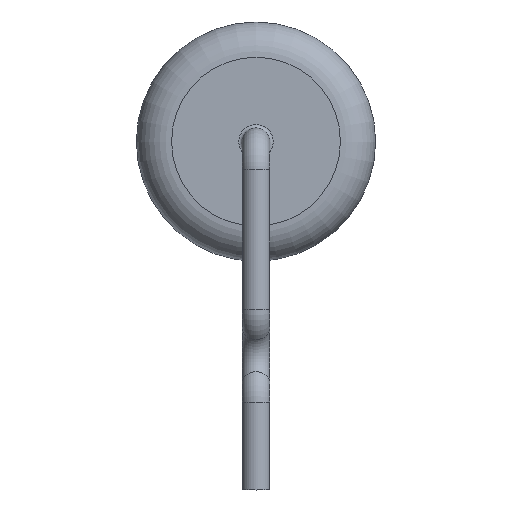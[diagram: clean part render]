
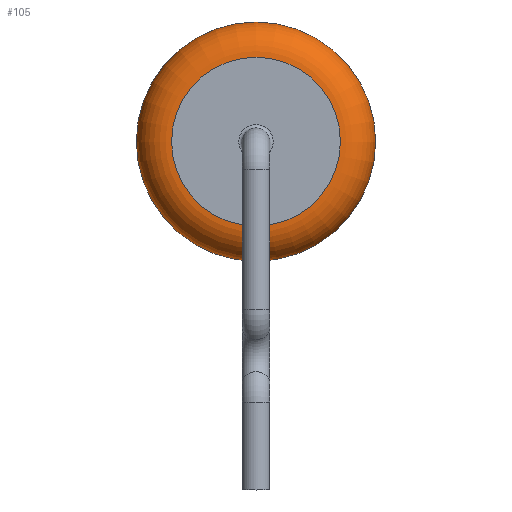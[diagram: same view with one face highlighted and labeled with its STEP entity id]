
A CAD part, left-side view. The second image highlights one B-rep face of the part: STEP entity #105.
In plain terms, the highlighted toroidal (fillet/blend) face has major radius 2.4 mm and minor radius 1 mm.
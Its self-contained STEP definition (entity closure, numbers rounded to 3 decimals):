
#105=ADVANCED_FACE('',(#483,#485),#487,.T.);
#483=FACE_OUTER_BOUND('',#484,.T.);
#484=EDGE_LOOP('',(#828));
#485=FACE_OUTER_BOUND('',#486,.T.);
#486=EDGE_LOOP('',(#829));
#487=TOROIDAL_SURFACE('',#488,2.4,1.);
#488=AXIS2_PLACEMENT_3D('',#489,#490,#491);
#489=CARTESIAN_POINT('',(3.43,0.,7.4));
#490=DIRECTION('',(1.,0.,0.));
#491=DIRECTION('',(0.,0.,-1.));
#828=ORIENTED_EDGE('',*,*,#902,.F.);
#829=ORIENTED_EDGE('',*,*,#904,.T.);
#902=EDGE_CURVE('',#943,#943,#944,.T.);
#904=EDGE_CURVE('',#947,#947,#948,.T.);
#943=VERTEX_POINT('',#1027);
#944=CIRCLE('',#1028,3.4);
#947=VERTEX_POINT('',#1037);
#948=CIRCLE('',#1038,2.4);
#1027=CARTESIAN_POINT('',(3.43,0.,4.));
#1028=AXIS2_PLACEMENT_3D('',#1029,#1030,#1031);
#1029=CARTESIAN_POINT('',(3.43,0.,7.4));
#1030=DIRECTION('',(1.,0.,0.));
#1031=DIRECTION('',(0.,0.,-1.));
#1037=CARTESIAN_POINT('',(2.43,0.,5.));
#1038=AXIS2_PLACEMENT_3D('',#1039,#1040,#1041);
#1039=CARTESIAN_POINT('',(2.43,0.,7.4));
#1040=DIRECTION('',(1.,0.,0.));
#1041=DIRECTION('',(0.,0.,-1.));
